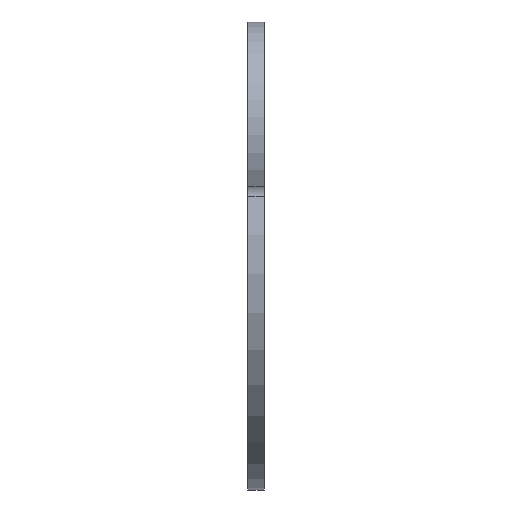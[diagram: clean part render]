
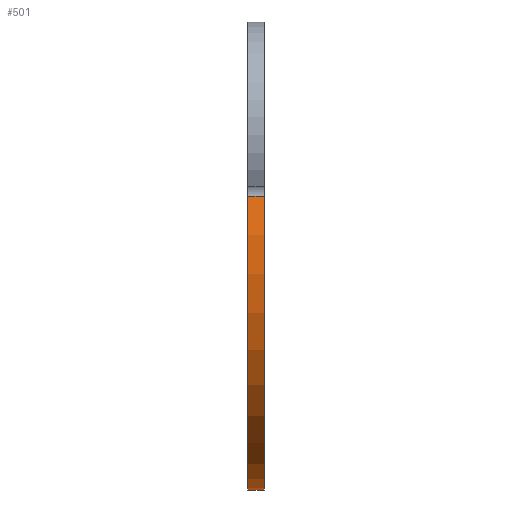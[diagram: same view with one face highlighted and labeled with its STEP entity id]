
A CAD part, front view. The second image highlights one B-rep face of the part: STEP entity #501.
In plain terms, the highlighted cylindrical face has radius 57 mm (diameter 114 mm), a partial arc.
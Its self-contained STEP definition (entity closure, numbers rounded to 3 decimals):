
#15=PLANE('',#18);
#16=CARTESIAN_POINT('',(1.39,-8.833,6.855));
#17=DIRECTION('',(-1.,0.,0.));
#18=AXIS2_PLACEMENT_3D('',#16,#17,$);
#24=PLANE('',#27);
#25=CARTESIAN_POINT('',(5.39,-56.68,59.99));
#26=DIRECTION('',(1.,0.,0.));
#27=AXIS2_PLACEMENT_3D('',#25,#26,$);
#123=PLANE('',#126);
#124=CARTESIAN_POINT('',(5.39,-8.833,6.855));
#125=DIRECTION('',(0.,0.655,-0.756));
#126=AXIS2_PLACEMENT_3D('',#124,#125,$);
#144=CYLINDRICAL_SURFACE('',#148,57.);
#145=CARTESIAN_POINT('',(5.39,-46.146,49.945));
#146=DIRECTION('',(-1.,0.,0.));
#147=DIRECTION('',(0.,57.,0.));
#148=AXIS2_PLACEMENT_3D('',#145,#146,#147);
#149=LINE('',#151,#152);
#150=DIRECTION('',(-1.,0.,0.));
#151=CARTESIAN_POINT('',(5.39,-8.833,6.855));
#152=VECTOR('',#150,1.);
#231=CYLINDRICAL_SURFACE('',#235,3.);
#232=CARTESIAN_POINT('',(5.39,-103.808,66.529));
#233=DIRECTION('',(-1.,0.,0.));
#234=DIRECTION('',(0.,-3.,0.));
#235=AXIS2_PLACEMENT_3D('',#232,#233,#234);
#250=LINE('',#252,#253);
#251=DIRECTION('',(-1.,0.,0.));
#252=CARTESIAN_POINT('',(5.39,-100.925,65.699));
#253=VECTOR('',#251,1.);
#259=CIRCLE('',#260,57.);
#260=AXIS2_PLACEMENT_3D('',#261,#262,#263);
#261=CARTESIAN_POINT('',(1.39,-46.146,49.945));
#262=DIRECTION('',(1.,0.,0.));
#263=DIRECTION('',(0.,57.,0.));
#264=CIRCLE('',#265,57.);
#265=AXIS2_PLACEMENT_3D('',#266,#267,#268);
#266=CARTESIAN_POINT('',(5.39,-46.146,49.945));
#267=DIRECTION('',(-1.,0.,0.));
#268=DIRECTION('',(0.,57.,0.));
#382=VERTEX_POINT('',#383);
#383=CARTESIAN_POINT('',(1.39,-8.833,6.855));
#394=VERTEX_POINT('',#395);
#395=CARTESIAN_POINT('',(5.39,-8.833,6.855));
#397=EDGE_CURVE('',#394,#382,#398,.T.);
#398=INTERSECTION_CURVE('',#149,(#123,#144),.CURVE_3D.);
#490=VERTEX_POINT('',#491);
#491=CARTESIAN_POINT('',(1.39,-100.925,65.699));
#493=EDGE_CURVE('',#495,#490,#494,.T.);
#494=INTERSECTION_CURVE('',#250,(#231,#144),.CURVE_3D.);
#495=VERTEX_POINT('',#496);
#496=CARTESIAN_POINT('',(5.39,-100.925,65.699));
#501=ADVANCED_FACE('',(#502),#144,.T.);
#502=FACE_BOUND('',#503,.T.);
#503=EDGE_LOOP('',(#504,#507,#508,#511));
#504=ORIENTED_EDGE('',*,*,#505,.T.);
#505=EDGE_CURVE('',#490,#382,#506,.T.);
#506=INTERSECTION_CURVE('',#259,(#144,#15),.CURVE_3D.);
#507=ORIENTED_EDGE('',*,*,#397,.F.);
#508=ORIENTED_EDGE('',*,*,#509,.T.);
#509=EDGE_CURVE('',#394,#495,#510,.T.);
#510=INTERSECTION_CURVE('',#264,(#144,#24),.CURVE_3D.);
#511=ORIENTED_EDGE('',*,*,#493,.T.);
